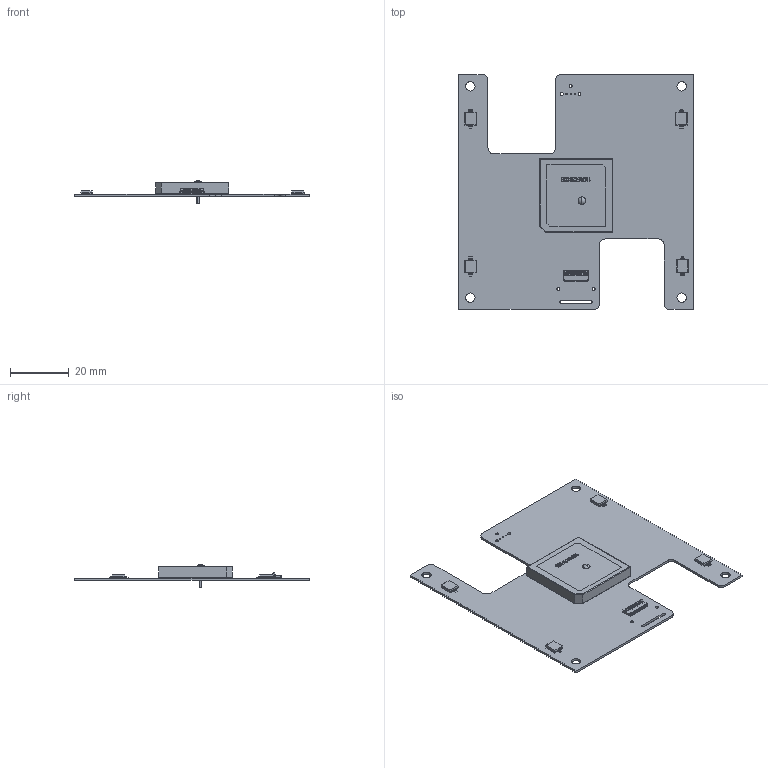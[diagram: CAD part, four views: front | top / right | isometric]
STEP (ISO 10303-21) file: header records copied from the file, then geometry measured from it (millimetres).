
FILE_DESCRIPTION(('FreeCAD Model'),'2;1');
FILE_NAME('z-panel1.step', '2018-03-21T22:38:35',('kicad StepUp'),('ksu MCAD'), 'Open CASCADE STEP processor 6.8','FreeCAD','Unknown');
FILE_SCHEMA(('AUTOMOTIVE_DESIGN_CC2 { 1 2 10303 214 -1 1 5 4 }'));
Length unit declared in the file: millimetre
Products named in the file (7): Pcb; 5034801400_sp_; APAE1575R2540BBDB1-T_; SFH_2430_; SFH_2430_001; SFH_2430_002; SFH_2430_003
Bounding box: 80 x 80 x 7.9 mm (x, y, z)
Volume: 6755.4 mm3; surface area: 12828.7 mm2
Topology: 7 solids, 7 shells, 1141 faces, 3079 edges, 2011 vertices
Faces by surface type: plane 928, cylinder 123, bspline 86, torus 2, sphere 2
Full cylindrical faces by diameter (mm): 0.3 x1, 0.46 x2, 0.95 x1, 1 x5, 3.18 x4
Entity records: 40472 total; most frequent: CARTESIAN_POINT 10750, ORIENTED_EDGE 6158, DIRECTION 5275, EDGE_CURVE 3079, LINE 2627, VECTOR 2627, VERTEX_POINT 2011, AXIS2_PLACEMENT_3D 1324
